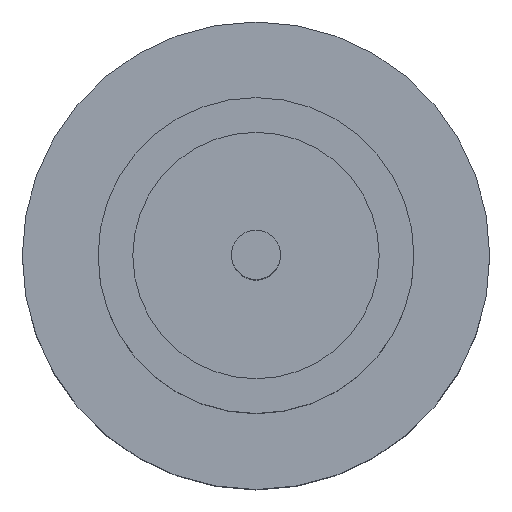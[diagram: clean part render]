
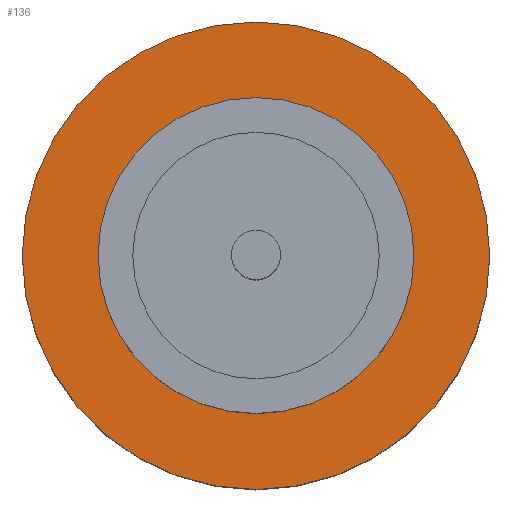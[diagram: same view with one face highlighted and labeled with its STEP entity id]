
A CAD part, top view. The second image highlights one B-rep face of the part: STEP entity #136.
In plain terms, the highlighted planar face has unit normal (0, 0, 1).
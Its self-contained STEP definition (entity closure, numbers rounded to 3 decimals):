
#24 = DIRECTION ( 'NONE',  ( 0., 0., 1. ) ) ;
#28 = CARTESIAN_POINT ( 'NONE',  ( 0., 0., 1.55 ) ) ;
#35 = CIRCLE ( 'NONE', #471, 1.85 ) ;
#56 = CIRCLE ( 'NONE', #94, 1.25 ) ;
#69 = VERTEX_POINT ( 'NONE', #705 ) ;
#85 = EDGE_LOOP ( 'NONE', ( #747, #835 ) ) ;
#94 = AXIS2_PLACEMENT_3D ( 'NONE', #108, #573, #371 ) ;
#108 = CARTESIAN_POINT ( 'NONE',  ( 0., 0., 1.55 ) ) ;
#136 = ADVANCED_FACE ( 'NONE', ( #781, #193 ), #730, .T. ) ;
#148 = DIRECTION ( 'NONE',  ( 1., 0., 0. ) ) ;
#152 = AXIS2_PLACEMENT_3D ( 'NONE', #529, #662, #148 ) ;
#173 = VERTEX_POINT ( 'NONE', #808 ) ;
#191 = ORIENTED_EDGE ( 'NONE', *, *, #322, .F. ) ;
#193 = FACE_OUTER_BOUND ( 'NONE', #85, .T. ) ;
#252 = DIRECTION ( 'NONE',  ( 1., 0., 0. ) ) ;
#292 = CARTESIAN_POINT ( 'NONE',  ( -1.85, 0., 1.55 ) ) ;
#304 = DIRECTION ( 'NONE',  ( 0., 0., 1. ) ) ;
#305 = AXIS2_PLACEMENT_3D ( 'NONE', #400, #24, #671 ) ;
#322 = EDGE_CURVE ( 'NONE', #574, #69, #658, .T. ) ;
#340 = EDGE_CURVE ( 'NONE', #69, #574, #56, .T. ) ;
#371 = DIRECTION ( 'NONE',  ( 1., 0., 0. ) ) ;
#380 = EDGE_LOOP ( 'NONE', ( #191, #783 ) ) ;
#400 = CARTESIAN_POINT ( 'NONE',  ( 0., 0., 1.55 ) ) ;
#471 = AXIS2_PLACEMENT_3D ( 'NONE', #28, #304, #746 ) ;
#494 = EDGE_CURVE ( 'NONE', #173, #721, #791, .T. ) ;
#529 = CARTESIAN_POINT ( 'NONE',  ( 0., 0., 1.55 ) ) ;
#573 = DIRECTION ( 'NONE',  ( 0., 0., 1. ) ) ;
#574 = VERTEX_POINT ( 'NONE', #668 ) ;
#631 = DIRECTION ( 'NONE',  ( 0., 0., 1. ) ) ;
#658 = CIRCLE ( 'NONE', #846, 1.25 ) ;
#662 = DIRECTION ( 'NONE',  ( 0., 0., 1. ) ) ;
#665 = EDGE_CURVE ( 'NONE', #721, #173, #35, .T. ) ;
#668 = CARTESIAN_POINT ( 'NONE',  ( 1.25, 0., 1.55 ) ) ;
#671 = DIRECTION ( 'NONE',  ( 1., 0., 0. ) ) ;
#705 = CARTESIAN_POINT ( 'NONE',  ( -1.25, 0., 1.55 ) ) ;
#721 = VERTEX_POINT ( 'NONE', #292 ) ;
#730 = PLANE ( 'NONE',  #152 ) ;
#746 = DIRECTION ( 'NONE',  ( 1., 0., 0. ) ) ;
#747 = ORIENTED_EDGE ( 'NONE', *, *, #665, .T. ) ;
#767 = CARTESIAN_POINT ( 'NONE',  ( 0., 0., 1.55 ) ) ;
#781 = FACE_BOUND ( 'NONE', #380, .T. ) ;
#783 = ORIENTED_EDGE ( 'NONE', *, *, #340, .F. ) ;
#791 = CIRCLE ( 'NONE', #305, 1.85 ) ;
#808 = CARTESIAN_POINT ( 'NONE',  ( 1.85, 0., 1.55 ) ) ;
#835 = ORIENTED_EDGE ( 'NONE', *, *, #494, .T. ) ;
#846 = AXIS2_PLACEMENT_3D ( 'NONE', #767, #631, #252 ) ;
